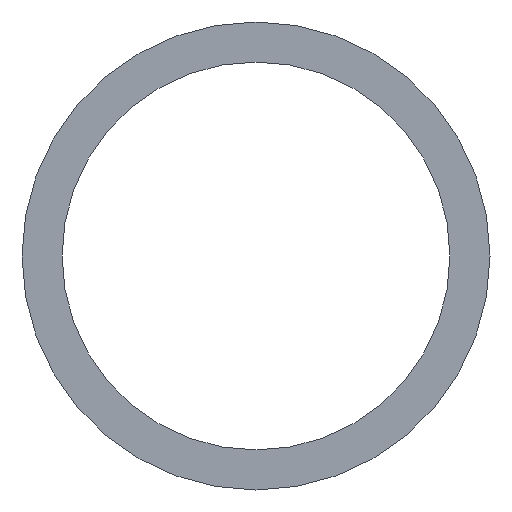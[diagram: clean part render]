
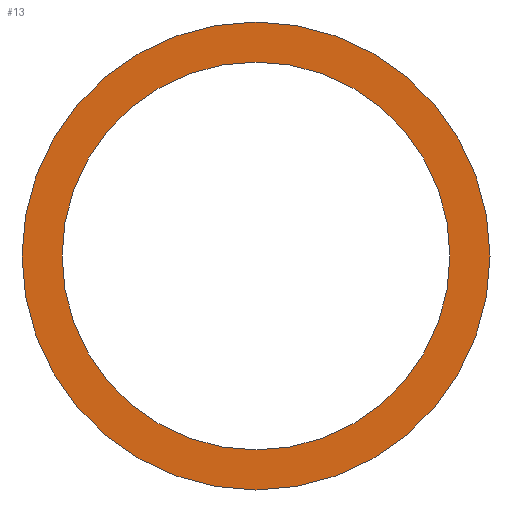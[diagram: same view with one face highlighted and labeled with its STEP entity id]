
A CAD part, left-side view. The second image highlights one B-rep face of the part: STEP entity #13.
In plain terms, the highlighted planar face has unit normal (-1, 0, 0).
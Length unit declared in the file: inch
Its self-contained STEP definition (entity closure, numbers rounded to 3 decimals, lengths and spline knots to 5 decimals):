
#11 = VERTEX_POINT ( 'NONE', #121 ) ;
#12 = EDGE_CURVE ( 'NONE', #11, #43, #107, .T. ) ;
#13 = ADVANCED_FACE ( 'NONE', ( #97, #80 ), #69, .T. ) ;
#25 = EDGE_CURVE ( 'NONE', #39, #26, #129, .T. ) ;
#26 = VERTEX_POINT ( 'NONE', #124 ) ;
#39 = VERTEX_POINT ( 'NONE', #103 ) ;
#43 = VERTEX_POINT ( 'NONE', #142 ) ;
#57 = ORIENTED_EDGE ( 'NONE', *, *, #25, .F. ) ;
#59 = EDGE_CURVE ( 'NONE', #26, #39, #220, .T. ) ;
#60 = ORIENTED_EDGE ( 'NONE', *, *, #59, .F. ) ;
#62 = ORIENTED_EDGE ( 'NONE', *, *, #63, .T. ) ;
#63 = EDGE_CURVE ( 'NONE', #43, #11, #154, .T. ) ;
#64 = EDGE_LOOP ( 'NONE', ( #60, #57 ) ) ;
#65 = ORIENTED_EDGE ( 'NONE', *, *, #12, .T. ) ;
#66 = EDGE_LOOP ( 'NONE', ( #65, #62 ) ) ;
#67 = DIRECTION ( 'NONE',  ( -1., 0., 0. ) ) ;
#68 = AXIS2_PLACEMENT_3D ( 'NONE', #74, #73, #72 ) ;
#69 = PLANE ( 'NONE',  #68 ) ;
#72 = DIRECTION ( 'NONE',  ( 0., 0., 1. ) ) ;
#73 = DIRECTION ( 'NONE',  ( -1., 0., 0. ) ) ;
#74 = CARTESIAN_POINT ( 'NONE',  ( 0., -0.63, 0. ) ) ;
#78 = CARTESIAN_POINT ( 'NONE',  ( 0., 0., 0. ) ) ;
#79 = DIRECTION ( 'NONE',  ( 0., 0., 1. ) ) ;
#80 = FACE_BOUND ( 'NONE', #64, .T. ) ;
#97 = FACE_OUTER_BOUND ( 'NONE', #66, .T. ) ;
#103 = CARTESIAN_POINT ( 'NONE',  ( 0., 0., -0.63 ) ) ;
#107 = CIRCLE ( 'NONE', #120, 0.76 ) ;
#120 = AXIS2_PLACEMENT_3D ( 'NONE', #78, #67, #79 ) ;
#121 = CARTESIAN_POINT ( 'NONE',  ( 0., 0., 0.76 ) ) ;
#124 = CARTESIAN_POINT ( 'NONE',  ( 0., 0., 0.63 ) ) ;
#125 = DIRECTION ( 'NONE',  ( 0., 0., 1. ) ) ;
#126 = DIRECTION ( 'NONE',  ( -1., 0., 0. ) ) ;
#127 = CARTESIAN_POINT ( 'NONE',  ( 0., 0., 0. ) ) ;
#128 = AXIS2_PLACEMENT_3D ( 'NONE', #127, #126, #125 ) ;
#129 = CIRCLE ( 'NONE', #128, 0.63 ) ;
#142 = CARTESIAN_POINT ( 'NONE',  ( 0., 0., -0.76 ) ) ;
#153 = AXIS2_PLACEMENT_3D ( 'NONE', #205, #204, #203 ) ;
#154 = CIRCLE ( 'NONE', #153, 0.76 ) ;
#171 = DIRECTION ( 'NONE',  ( 0., 0., 1. ) ) ;
#175 = DIRECTION ( 'NONE',  ( -1., 0., 0. ) ) ;
#176 = CARTESIAN_POINT ( 'NONE',  ( 0., 0., 0. ) ) ;
#203 = DIRECTION ( 'NONE',  ( 0., 0., 1. ) ) ;
#204 = DIRECTION ( 'NONE',  ( -1., 0., 0. ) ) ;
#205 = CARTESIAN_POINT ( 'NONE',  ( 0., 0., 0. ) ) ;
#220 = CIRCLE ( 'NONE', #223, 0.63 ) ;
#223 = AXIS2_PLACEMENT_3D ( 'NONE', #176, #175, #171 ) ;
